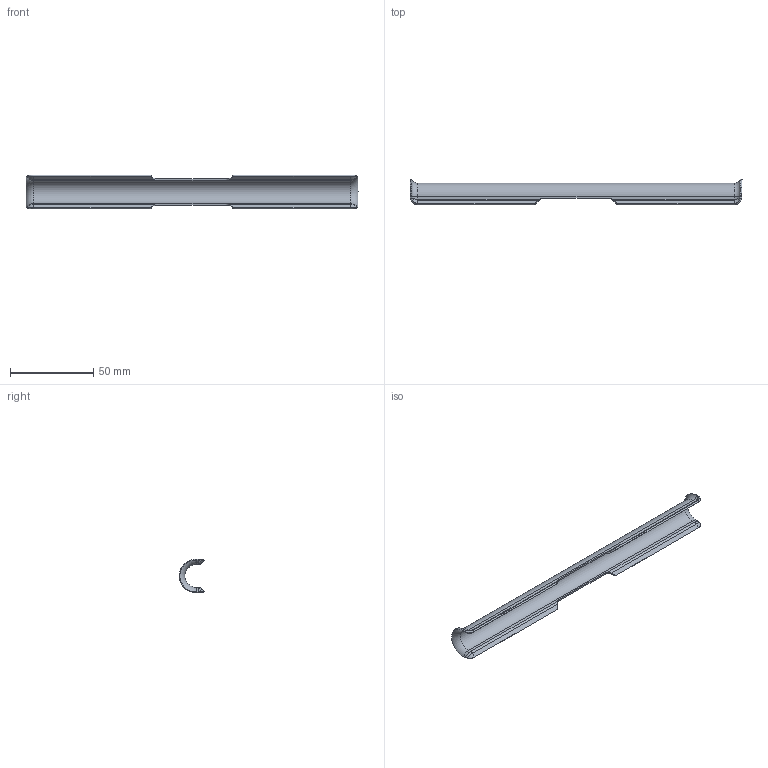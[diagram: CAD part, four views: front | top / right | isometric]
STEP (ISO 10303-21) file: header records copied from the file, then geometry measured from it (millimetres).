
FILE_DESCRIPTION (( 'STEP AP214' ), '1' );
FILE_NAME ('1195808.stp', '2017-02-22T08:26:50', ( '' ), ( '' ), 'SwSTEP 2.0', 'SolidWorks 2016', '' );
FILE_SCHEMA (( 'AUTOMOTIVE_DESIGN' ));
Length unit declared in the file: millimetre
Products named in the file (1): 1195808
Bounding box: 199.99 x 15.4 x 20.41 mm (x, y, z)
Volume: 6536.4 mm3; surface area: 13554.4 mm2
Topology: 1 solids, 1 shells, 106 faces, 232 edges, 128 vertices
Faces by surface type: plane 42, cylinder 30, bspline 30, torus 4
Entity records: 3750 total; most frequent: CARTESIAN_POINT 1723, ORIENTED_EDGE 464, DIRECTION 338, EDGE_CURVE 232, VERTEX_POINT 128, VECTOR 128, LINE 128, EDGE_LOOP 106
